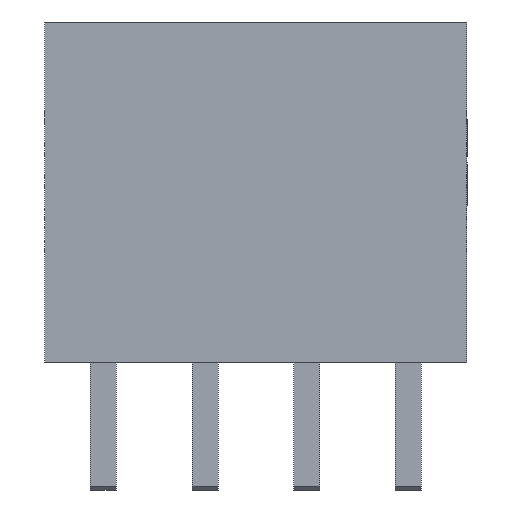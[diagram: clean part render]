
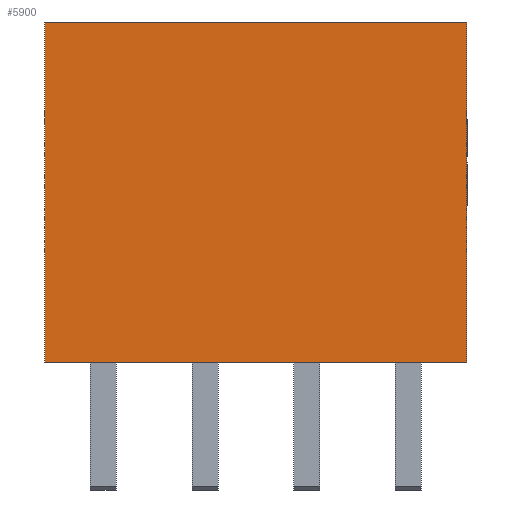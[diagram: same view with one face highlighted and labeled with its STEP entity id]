
A CAD part, front view. The second image highlights one B-rep face of the part: STEP entity #5900.
In plain terms, the highlighted planar face has unit normal (0, -1, 0).
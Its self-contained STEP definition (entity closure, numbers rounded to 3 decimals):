
#326 = LINE ( 'NONE', #13108, #1974 ) ;
#1974 = VECTOR ( 'NONE', #14366, 1000. ) ;
#2716 = CARTESIAN_POINT ( 'NONE',  ( -5.28, -1.25, 0. ) ) ;
#3044 = LINE ( 'NONE', #15579, #14902 ) ;
#4056 = AXIS2_PLACEMENT_3D ( 'NONE', #6765, #15833, #5479 ) ;
#4080 = PLANE ( 'NONE',  #4056 ) ;
#4768 = ORIENTED_EDGE ( 'NONE', *, *, #10890, .F. ) ;
#5002 = VERTEX_POINT ( 'NONE', #15009 ) ;
#5479 = DIRECTION ( 'NONE',  ( 0., 0., 1. ) ) ;
#5900 = ADVANCED_FACE ( 'NONE', ( #11366 ), #4080, .F. ) ;
#6148 = VECTOR ( 'NONE', #9565, 1000. ) ;
#6765 = CARTESIAN_POINT ( 'NONE',  ( -5.28, -1.25, 8.5 ) ) ;
#7200 = VERTEX_POINT ( 'NONE', #14262 ) ;
#9429 = ORIENTED_EDGE ( 'NONE', *, *, #15988, .T. ) ;
#9565 = DIRECTION ( 'NONE',  ( 1., 0., 0. ) ) ;
#10719 = LINE ( 'NONE', #14489, #6148 ) ;
#10740 = EDGE_LOOP ( 'NONE', ( #16166, #4768, #12994, #9429 ) ) ;
#10890 = EDGE_CURVE ( 'NONE', #15335, #7200, #326, .T. ) ;
#11002 = EDGE_CURVE ( 'NONE', #5002, #15335, #14922, .T. ) ;
#11165 = CARTESIAN_POINT ( 'NONE',  ( -5.28, -1.25, 8.5 ) ) ;
#11366 = FACE_OUTER_BOUND ( 'NONE', #10740, .T. ) ;
#12994 = ORIENTED_EDGE ( 'NONE', *, *, #11002, .F. ) ;
#13108 = CARTESIAN_POINT ( 'NONE',  ( 5.28, -1.25, 8.5 ) ) ;
#13215 = VERTEX_POINT ( 'NONE', #2716 ) ;
#13392 = VECTOR ( 'NONE', #13677, 1000. ) ;
#13677 = DIRECTION ( 'NONE',  ( 1., 0., 0. ) ) ;
#14262 = CARTESIAN_POINT ( 'NONE',  ( 5.28, -1.25, 0. ) ) ;
#14325 = CARTESIAN_POINT ( 'NONE',  ( 5.28, -1.25, 8.5 ) ) ;
#14366 = DIRECTION ( 'NONE',  ( 0., 0., -1. ) ) ;
#14489 = CARTESIAN_POINT ( 'NONE',  ( -5.28, -1.25, 0. ) ) ;
#14902 = VECTOR ( 'NONE', #15409, 1000. ) ;
#14922 = LINE ( 'NONE', #11165, #13392 ) ;
#15009 = CARTESIAN_POINT ( 'NONE',  ( -5.28, -1.25, 8.5 ) ) ;
#15335 = VERTEX_POINT ( 'NONE', #14325 ) ;
#15409 = DIRECTION ( 'NONE',  ( 0., 0., -1. ) ) ;
#15579 = CARTESIAN_POINT ( 'NONE',  ( -5.28, -1.25, 8.5 ) ) ;
#15833 = DIRECTION ( 'NONE',  ( 0., 1., 0. ) ) ;
#15988 = EDGE_CURVE ( 'NONE', #5002, #13215, #3044, .T. ) ;
#16166 = ORIENTED_EDGE ( 'NONE', *, *, #16384, .T. ) ;
#16384 = EDGE_CURVE ( 'NONE', #13215, #7200, #10719, .T. ) ;
